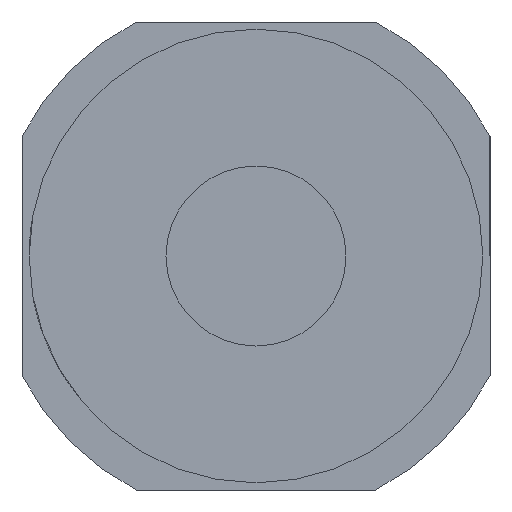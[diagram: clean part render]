
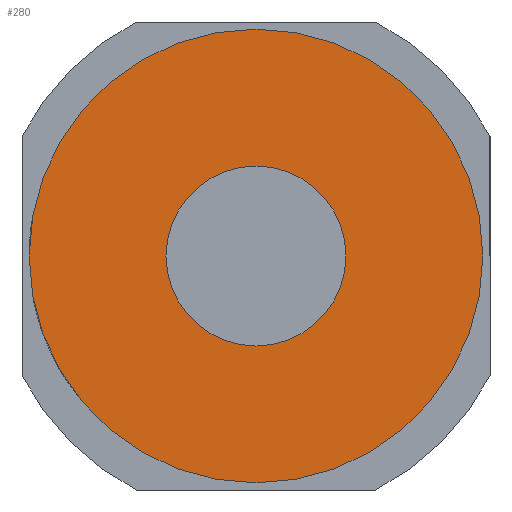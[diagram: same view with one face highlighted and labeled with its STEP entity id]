
A CAD part, left-side view. The second image highlights one B-rep face of the part: STEP entity #280.
In plain terms, the highlighted planar face has unit normal (-1, 0, 0).
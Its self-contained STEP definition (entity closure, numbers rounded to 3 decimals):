
#8 = EDGE_CURVE ( 'NONE', #6285, #6284, #3094, .T. ) ;
#39 = EDGE_CURVE ( 'NONE', #6284, #6285, #3134, .T. ) ;
#40 = EDGE_CURVE ( 'NONE', #6289, #6290, #3136, .T. ) ;
#280 = ADVANCED_FACE ( 'NONE', ( #884, #886 ), #887, .F. ) ;
#360 = EDGE_CURVE ( 'NONE', #6290, #6289, #6698, .T. ) ;
#881 = DIRECTION ( 'NONE',  ( 1., 0., 0. ) ) ;
#883 = CARTESIAN_POINT ( 'NONE',  ( 0., 12.5, 0. ) ) ;
#884 = FACE_BOUND ( 'NONE', #4788, .T. ) ;
#886 = FACE_OUTER_BOUND ( 'NONE', #4785, .T. ) ;
#887 = PLANE ( 'NONE',  #3247 ) ;
#889 = DIRECTION ( 'NONE',  ( 0., 0., -1. ) ) ;
#3094 = CIRCLE ( 'NONE', #3110, 12.5 ) ;
#3110 = AXIS2_PLACEMENT_3D ( 'NONE', #4814, #4815, #4816 ) ;
#3134 = CIRCLE ( 'NONE', #3137, 12.5 ) ;
#3136 = CIRCLE ( 'NONE', #3139, 31.5 ) ;
#3137 = AXIS2_PLACEMENT_3D ( 'NONE', #4900, #4901, #4902 ) ;
#3139 = AXIS2_PLACEMENT_3D ( 'NONE', #4903, #4904, #4905 ) ;
#3247 = AXIS2_PLACEMENT_3D ( 'NONE', #883, #881, #889 ) ;
#4785 = EDGE_LOOP ( 'NONE', ( #6558, #6557 ) ) ;
#4788 = EDGE_LOOP ( 'NONE', ( #6560, #6559 ) ) ;
#4814 = CARTESIAN_POINT ( 'NONE',  ( 0., 0., 0. ) ) ;
#4815 = DIRECTION ( 'NONE',  ( -1., 0., 0. ) ) ;
#4816 = DIRECTION ( 'NONE',  ( 0., 0., 1. ) ) ;
#4900 = CARTESIAN_POINT ( 'NONE',  ( 0., 0., 0. ) ) ;
#4901 = DIRECTION ( 'NONE',  ( -1., 0., 0. ) ) ;
#4902 = DIRECTION ( 'NONE',  ( 0., 0., 1. ) ) ;
#4903 = CARTESIAN_POINT ( 'NONE',  ( 0., 0., 0. ) ) ;
#4904 = DIRECTION ( 'NONE',  ( -1., 0., 0. ) ) ;
#4905 = DIRECTION ( 'NONE',  ( 0., 0., 1. ) ) ;
#5942 = CARTESIAN_POINT ( 'NONE',  ( 0., 0., 0. ) ) ;
#5943 = DIRECTION ( 'NONE',  ( -1., 0., 0. ) ) ;
#5944 = DIRECTION ( 'NONE',  ( 0., 0., 1. ) ) ;
#6046 = CARTESIAN_POINT ( 'NONE',  ( 0., 0., 12.5 ) ) ;
#6047 = CARTESIAN_POINT ( 'NONE',  ( 0., 0., -12.5 ) ) ;
#6051 = CARTESIAN_POINT ( 'NONE',  ( 0., 0., -31.5 ) ) ;
#6052 = CARTESIAN_POINT ( 'NONE',  ( 0., 0., 31.5 ) ) ;
#6284 = VERTEX_POINT ( 'NONE', #6046 ) ;
#6285 = VERTEX_POINT ( 'NONE', #6047 ) ;
#6289 = VERTEX_POINT ( 'NONE', #6051 ) ;
#6290 = VERTEX_POINT ( 'NONE', #6052 ) ;
#6557 = ORIENTED_EDGE ( 'NONE', *, *, #40, .T. ) ;
#6558 = ORIENTED_EDGE ( 'NONE', *, *, #360, .T. ) ;
#6559 = ORIENTED_EDGE ( 'NONE', *, *, #8, .F. ) ;
#6560 = ORIENTED_EDGE ( 'NONE', *, *, #39, .F. ) ;
#6698 = CIRCLE ( 'NONE', #6699, 31.5 ) ;
#6699 = AXIS2_PLACEMENT_3D ( 'NONE', #5942, #5943, #5944 ) ;
